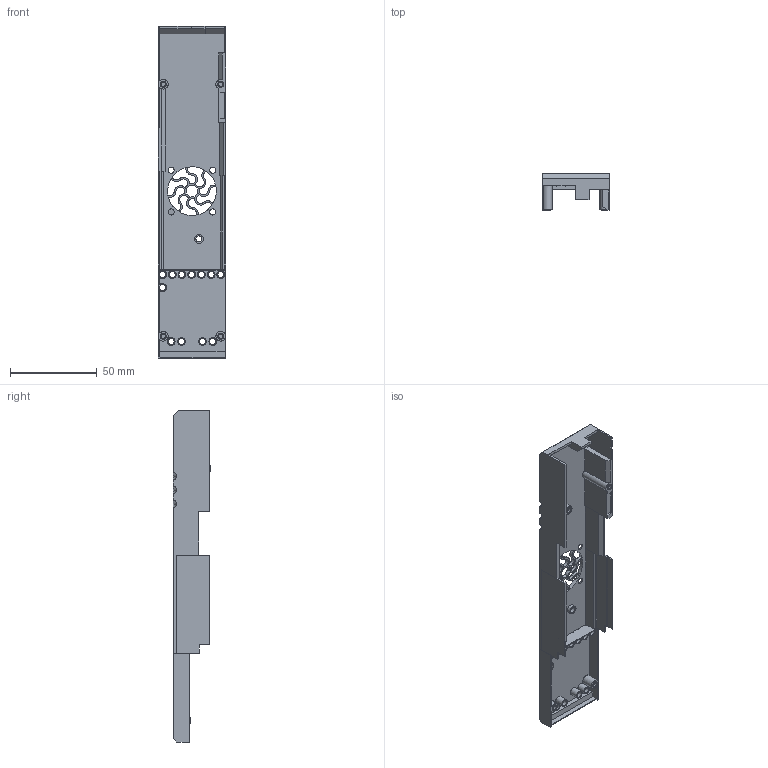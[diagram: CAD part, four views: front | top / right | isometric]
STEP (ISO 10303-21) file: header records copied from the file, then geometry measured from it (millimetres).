
FILE_DESCRIPTION(/* description */ (''),/* implementation_level */ '2;1');
FILE_NAME(/* name */ 'IRIS-ENC-01-TOP v1.step',/* time_stamp */ '2018-08-13T14:37:14-05:00',/* author */ ('bbgrandy'),/* organization */ (''),/* preprocessor_version */ 'ST-DEVELOPER v17',/* originating_system */ 'Autodesk Translation Framework v7.1.0.215',/* authorisation */ '');
FILE_SCHEMA (('AUTOMOTIVE_DESIGN { 1 0 10303 214 3 1 1 }'));
Length unit declared in the file: millimetre
Products named in the file (2): IRIS-ENC-01-TOP; r3antcovupas
Assembly tree (1 placements, depth 2):
  IRIS-ENC-01-TOP
    r3antcovupas
Bounding box: 39.01 x 21.5 x 191 mm (x, y, z)
Volume: 33883.1 mm3; surface area: 38756.5 mm2
Topology: 2 solids, 2 shells, 348 faces, 956 edges, 641 vertices
Faces by surface type: plane 199, cylinder 116, bspline 26, cone 7
Full cylindrical faces by diameter (mm): 2.5 x6, 3.5 x31, 4.5 x20, 5 x1
Entity records: 11507 total; most frequent: CARTESIAN_POINT 2335, ORIENTED_EDGE 1906, DIRECTION 1828, EDGE_CURVE 953, VERTEX_POINT 641, LINE 616, VECTOR 616, AXIS2_PLACEMENT_3D 606
